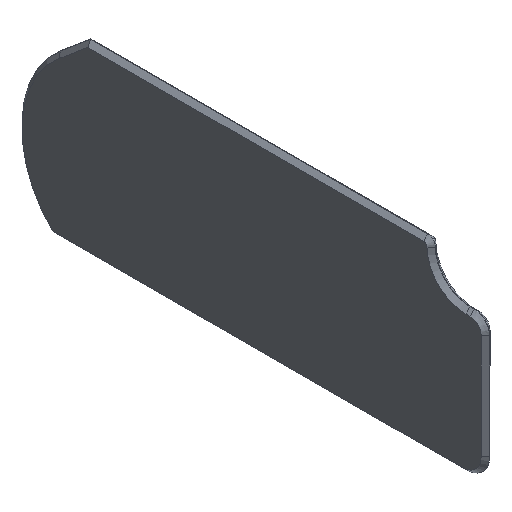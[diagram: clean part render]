
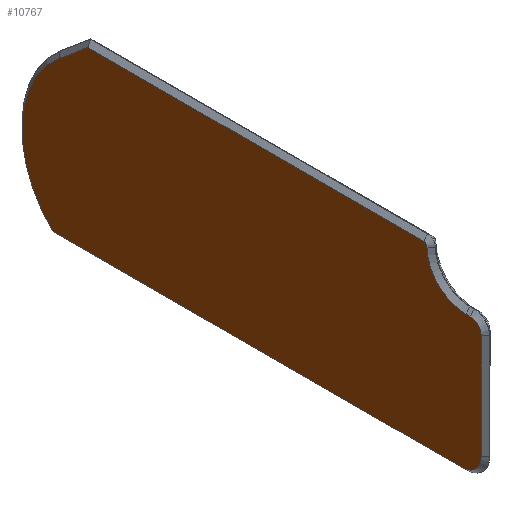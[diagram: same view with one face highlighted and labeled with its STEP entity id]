
A CAD part, isometric view. The second image highlights one B-rep face of the part: STEP entity #10767.
In plain terms, the highlighted planar face has unit normal (-1, 0, 0).
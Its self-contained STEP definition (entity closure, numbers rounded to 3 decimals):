
#61=CIRCLE('',#11158,13.359);
#63=CIRCLE('',#11162,0.459);
#65=CIRCLE('',#11165,5.041);
#67=CIRCLE('',#11169,1.459);
#68=CIRCLE('',#11172,2.459);
#1806=FACE_OUTER_BOUND('',#2420,.T.);
#2420=EDGE_LOOP('',(#8706,#8707,#8708,#8709,#8710,#8711,#8712,#8713,#8714,
#8715));
#3087=LINE('',#18909,#3813);
#3090=LINE('',#18920,#3816);
#3095=LINE('',#18938,#3821);
#3098=LINE('',#18947,#3824);
#3100=LINE('',#18953,#3826);
#3813=VECTOR('',#11758,10.);
#3816=VECTOR('',#11767,10.);
#3821=VECTOR('',#11786,10.);
#3824=VECTOR('',#11797,10.);
#3826=VECTOR('',#11805,10.);
#4735=VERTEX_POINT('',#18906);
#4736=VERTEX_POINT('',#18908);
#4737=VERTEX_POINT('',#18912);
#4738=VERTEX_POINT('',#18916);
#4740=VERTEX_POINT('',#18923);
#4742=VERTEX_POINT('',#18929);
#4744=VERTEX_POINT('',#18935);
#4745=VERTEX_POINT('',#18940);
#4746=VERTEX_POINT('',#18945);
#4747=VERTEX_POINT('',#18949);
#6136=EDGE_CURVE('',#4736,#4735,#3087,.F.);
#6139=EDGE_CURVE('',#4738,#4737,#61,.F.);
#6141=EDGE_CURVE('',#4735,#4738,#3090,.F.);
#6144=EDGE_CURVE('',#4740,#4736,#63,.F.);
#6147=EDGE_CURVE('',#4742,#4740,#65,.F.);
#6150=EDGE_CURVE('',#4744,#4742,#3095,.F.);
#6153=EDGE_CURVE('',#4745,#4744,#67,.F.);
#6155=EDGE_CURVE('',#4746,#4745,#3098,.F.);
#6157=EDGE_CURVE('',#4747,#4746,#68,.F.);
#6158=EDGE_CURVE('',#4737,#4747,#3100,.F.);
#8706=ORIENTED_EDGE('',*,*,#6139,.T.);
#8707=ORIENTED_EDGE('',*,*,#6158,.T.);
#8708=ORIENTED_EDGE('',*,*,#6157,.T.);
#8709=ORIENTED_EDGE('',*,*,#6155,.T.);
#8710=ORIENTED_EDGE('',*,*,#6153,.T.);
#8711=ORIENTED_EDGE('',*,*,#6150,.T.);
#8712=ORIENTED_EDGE('',*,*,#6147,.T.);
#8713=ORIENTED_EDGE('',*,*,#6144,.T.);
#8714=ORIENTED_EDGE('',*,*,#6136,.T.);
#8715=ORIENTED_EDGE('',*,*,#6141,.T.);
#10401=PLANE('',#11177);
#10767=ADVANCED_FACE('',(#1806),#10401,.T.);
#11158=AXIS2_PLACEMENT_3D('',#18917,#11762,#11763);
#11162=AXIS2_PLACEMENT_3D('',#18926,#11773,#11774);
#11165=AXIS2_PLACEMENT_3D('',#18932,#11780,#11781);
#11169=AXIS2_PLACEMENT_3D('',#18943,#11792,#11793);
#11172=AXIS2_PLACEMENT_3D('',#18951,#11801,#11802);
#11177=AXIS2_PLACEMENT_3D('',#18960,#11815,#11816);
#11758=DIRECTION('',(0.,-1.,0.));
#11762=DIRECTION('center_axis',(1.,0.,0.));
#11763=DIRECTION('ref_axis',(0.,0.643,0.766));
#11767=DIRECTION('',(0.,-0.766,0.643));
#11773=DIRECTION('center_axis',(1.,0.,0.));
#11774=DIRECTION('ref_axis',(0.,-1.,0.018));
#11780=DIRECTION('center_axis',(-1.,0.,0.));
#11781=DIRECTION('ref_axis',(0.,0.98,0.2));
#11786=DIRECTION('',(0.,-1.,0.));
#11792=DIRECTION('center_axis',(1.,0.,0.));
#11793=DIRECTION('ref_axis',(0.,-1.,0.));
#11797=DIRECTION('',(0.,0.,-1.));
#11801=DIRECTION('center_axis',(1.,0.,0.));
#11802=DIRECTION('ref_axis',(0.,0.,-1.));
#11805=DIRECTION('',(0.,1.,0.));
#11815=DIRECTION('center_axis',(-1.,0.,0.));
#11816=DIRECTION('ref_axis',(0.,-1.,0.));
#18906=CARTESIAN_POINT('',(5.6,50.862,11.859));
#18908=CARTESIAN_POINT('',(5.6,7.499,11.859));
#18909=CARTESIAN_POINT('',(5.6,24.15,11.859));
#18912=CARTESIAN_POINT('',(5.6,55.433,-10.959));
#18916=CARTESIAN_POINT('',(5.6,54.587,8.733));
#18917=CARTESIAN_POINT('Origin',(5.6,46.,-1.5));
#18920=CARTESIAN_POINT('',(5.6,45.724,16.17));
#18923=CARTESIAN_POINT('',(5.6,7.041,11.408));
#18926=CARTESIAN_POINT('Origin',(5.6,7.499,11.4));
#18929=CARTESIAN_POINT('',(5.6,2.,6.459));
#18932=CARTESIAN_POINT('Origin',(5.6,2.,11.5));
#18935=CARTESIAN_POINT('',(5.6,1.5,6.459));
#18938=CARTESIAN_POINT('',(5.6,22.65,6.459));
#18940=CARTESIAN_POINT('',(5.6,0.041,5.));
#18943=CARTESIAN_POINT('Origin',(5.6,1.5,5.));
#18945=CARTESIAN_POINT('',(5.6,0.041,-8.5));
#18947=CARTESIAN_POINT('',(5.6,0.041,-1.788));
#18949=CARTESIAN_POINT('',(5.6,2.5,-10.959));
#18951=CARTESIAN_POINT('Origin',(5.6,2.5,-8.5));
#18953=CARTESIAN_POINT('',(5.6,36.189,-10.959));
#18960=CARTESIAN_POINT('Origin',(5.6,29.7,0.45));
